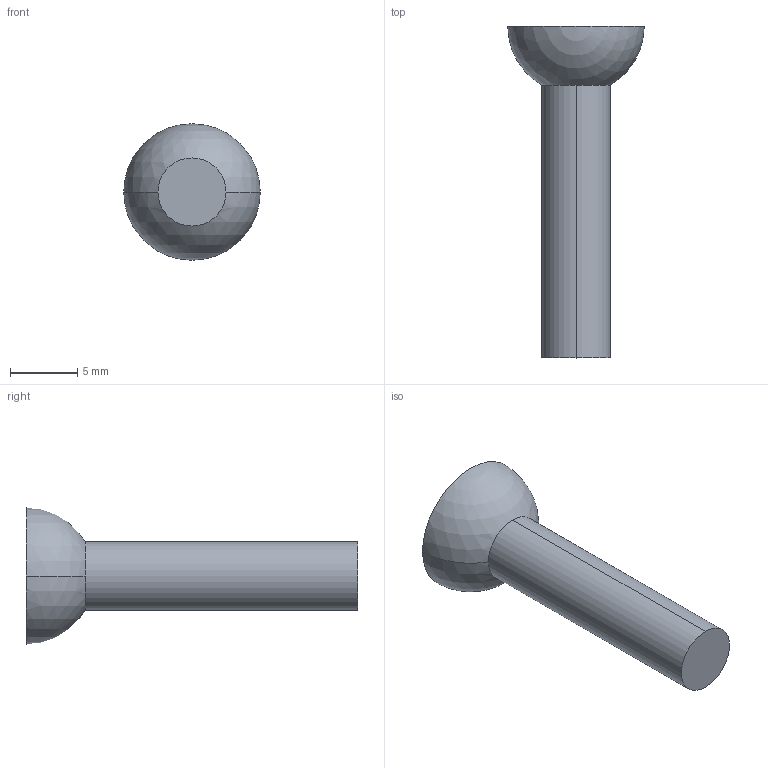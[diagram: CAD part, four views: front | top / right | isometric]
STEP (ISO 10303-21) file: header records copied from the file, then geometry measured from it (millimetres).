
FILE_DESCRIPTION (( 'STEP AP203' ), '1' );
FILE_NAME ('Spherical joint bottom -002_Default_sldprt.STEP', '2025-02-25T19:36:36', ( '' ), ( '' ), 'SwSTEP 2.0', 'SolidWorks 2024', '' );
FILE_SCHEMA (( 'CONFIG_CONTROL_DESIGN' ));
Length unit declared in the file: inch
Products named in the file (1): Spherical joint bottom -002_Default_sldprt
Bounding box: 10.16 x 24.72 x 10.16 mm (x, y, z)
Volume: 562.1 mm3; surface area: 612 mm2
Topology: 1 solids, 1 shells, 8 faces, 24 edges, 15 vertices
Faces by surface type: sphere 4, cylinder 2, plane 2
Entity records: 301 total; most frequent: DIRECTION 48, CARTESIAN_POINT 36, ORIENTED_EDGE 32, AXIS2_PLACEMENT_3D 23, EDGE_CURVE 16, CIRCLE 14, VERTEX_POINT 11, EDGE_LOOP 9
